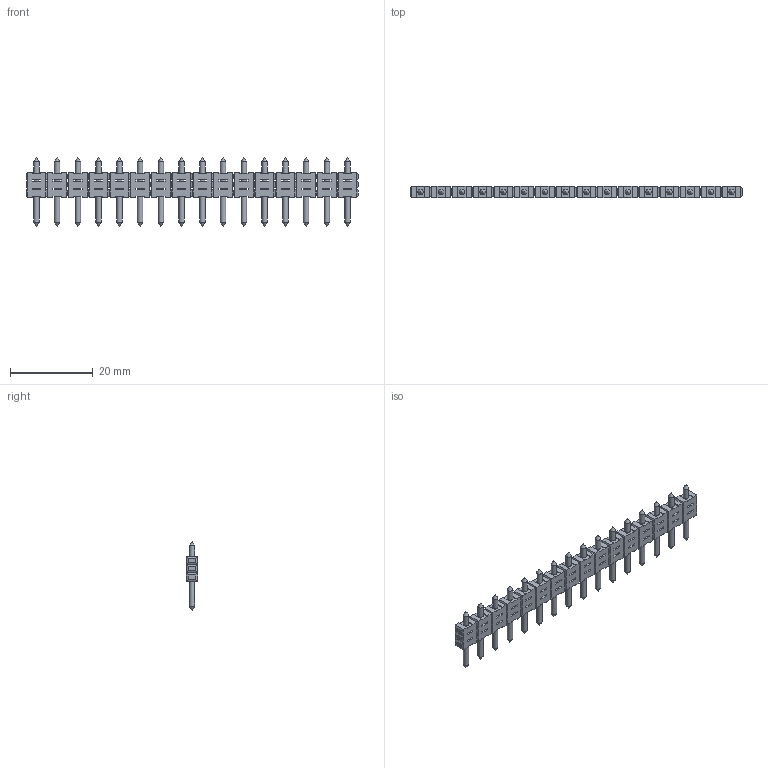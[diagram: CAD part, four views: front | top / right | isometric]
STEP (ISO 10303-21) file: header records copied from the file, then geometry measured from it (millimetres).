
FILE_DESCRIPTION(('STEP AP214'),'1');
FILE_NAME('PVST16-5.stp','2018-11-21T10:24:57',(' '),(' '),'Spatial InterOp 3D',' ',' ');
FILE_SCHEMA(('AUTOMOTIVE_DESIGN { 1 0 10303 214 1 1 1 1 }'));
Length unit declared in the file: metre
Products named in the file (1): 1
Bounding box: 80 x 2.8 x 16.5 mm (x, y, z)
Volume: 1407 mm3; surface area: 2659.3 mm2
Topology: 1 solids, 1 shells, 806 faces, 2076 edges, 1212 vertices
Faces by surface type: plane 710, cylinder 64, cone 32
Full cylindrical faces by diameter (mm): 1.3 x64
Entity records: 28901 total; most frequent: CARTESIAN_POINT 3807, ORIENTED_EDGE 3736, DIRECTION 3610, EDGE_CURVE 1868, LINE 1740, VECTOR 1740, VERTEX_POINT 1132, EDGE_LOOP 1030
